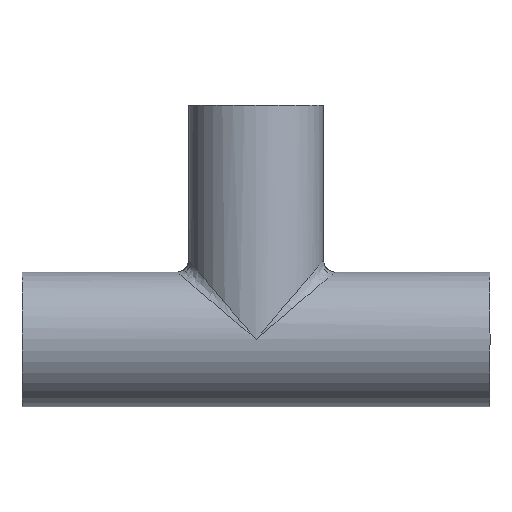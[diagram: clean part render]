
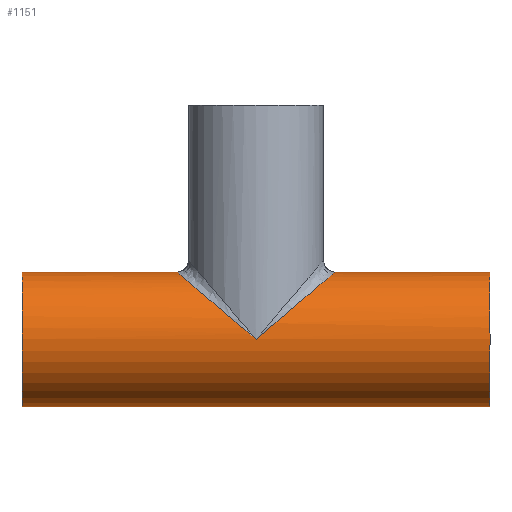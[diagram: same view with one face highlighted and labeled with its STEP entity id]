
A CAD part, front view. The second image highlights one B-rep face of the part: STEP entity #1151.
In plain terms, the highlighted cylindrical face has radius 11.5 mm (diameter 23 mm), a full revolution.
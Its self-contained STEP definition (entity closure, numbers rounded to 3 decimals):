
#857=CARTESIAN_POINT('',(0.0,11.5,0.0));
#858=VERTEX_POINT('',#857);
#859=CARTESIAN_POINT('',(0.0,-11.5,0.0));
#860=VERTEX_POINT('',#859);
#861=CARTESIAN_POINT('',(0.0,0.0,0.0));
#862=DIRECTION('',(0.648,0.0,0.761));
#863=DIRECTION('',(-0.761,0.0,0.648));
#864=AXIS2_PLACEMENT_3D('',#861,#862,#863);
#865=ELLIPSE('',#864,17.734,11.5);
#866=EDGE_CURVE('',#858,#860,#865,.T.);
#1049=CARTESIAN_POINT('',(0.0,0.0,0.0));
#1050=DIRECTION('',(-0.648,0.0,0.761));
#1051=DIRECTION('',(0.761,0.0,0.648));
#1052=AXIS2_PLACEMENT_3D('',#1049,#1050,#1051);
#1053=ELLIPSE('',#1052,17.734,11.5);
#1054=EDGE_CURVE('',#860,#858,#1053,.T.);
#1120=CARTESIAN_POINT('',(0.0,0.0,0.0));
#1121=DIRECTION('',(-1.0,0.0,0.0));
#1122=DIRECTION('',(0.0,-1.0,0.0));
#1123=AXIS2_PLACEMENT_3D('',#1120,#1121,#1122);
#1124=CYLINDRICAL_SURFACE('',#1123,11.5);
#1125=CARTESIAN_POINT('',(-40.0,-11.5,0.0));
#1126=VERTEX_POINT('',#1125);
#1127=CARTESIAN_POINT('',(-40.0,0.0,0.0));
#1128=DIRECTION('',(-1.0,0.0,0.0));
#1129=DIRECTION('',(0.0,-1.0,0.0));
#1130=AXIS2_PLACEMENT_3D('',#1127,#1128,#1129);
#1131=CIRCLE('',#1130,11.5);
#1132=EDGE_CURVE('',#1126,#1126,#1131,.T.);
#1133=ORIENTED_EDGE('',*,*,#1132,.F.);
#1134=EDGE_LOOP('',(#1133));
#1135=FACE_OUTER_BOUND('',#1134,.T.);
#1136=ORIENTED_EDGE('',*,*,#866,.F.);
#1137=ORIENTED_EDGE('',*,*,#1054,.F.);
#1138=EDGE_LOOP('',(#1136,#1137));
#1139=FACE_BOUND('',#1138,.T.);
#1140=CARTESIAN_POINT('',(40.0,-11.5,0.0));
#1141=VERTEX_POINT('',#1140);
#1142=CARTESIAN_POINT('',(40.,0.0,0.0));
#1143=DIRECTION('',(-1.0,0.0,0.0));
#1144=DIRECTION('',(0.0,-1.0,0.0));
#1145=AXIS2_PLACEMENT_3D('',#1142,#1143,#1144);
#1146=CIRCLE('',#1145,11.5);
#1147=EDGE_CURVE('',#1141,#1141,#1146,.T.);
#1148=ORIENTED_EDGE('',*,*,#1147,.T.);
#1149=EDGE_LOOP('',(#1148));
#1150=FACE_BOUND('',#1149,.T.);
#1151=ADVANCED_FACE('',(#1135,#1139,#1150),#1124,.T.);
